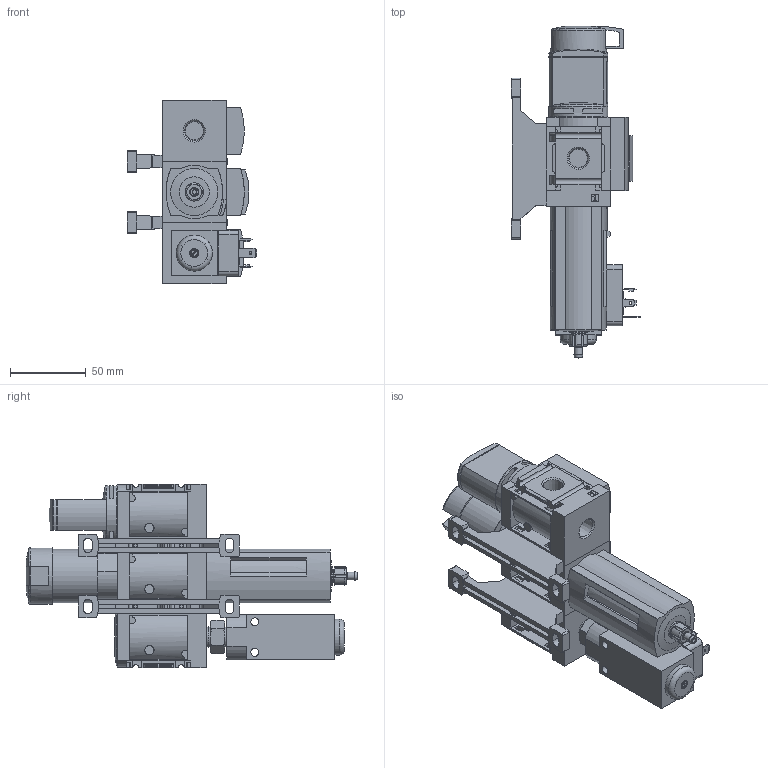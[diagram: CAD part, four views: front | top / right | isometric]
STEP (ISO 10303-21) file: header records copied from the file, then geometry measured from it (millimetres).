
FILE_DESCRIPTION(/* description */ ('STEP AP214'),/* implementation_level */ '2;1');
FILE_NAME(/* name */ '543562_MSB4N-1_4_C3J3F3-WP',/* time_stamp */ '2024-09-11T17:41:33+02:00',/* author */ ('License CC BY-ND 4.0'),/* organization */ ('CADENAS'),/* preprocessor_version */ 'ST-DEVELOPER v19.3',/* originating_system */ 'PARTsolutions',/* authorisation */ ' ');
FILE_SCHEMA (('AUTOMOTIVE_DESIGN {1 0 10303 214 3 1 1}'));
Length unit declared in the file: millimetre
Products named in the file (9): 543562 MSB4N-1/4:C3J3F3-WP; 541288 MS4N-EM1-1/4-BAR-1D; 527694 MS4N-LFR-1/4-D7-C-R-M-AS-1D; 526489 MS4-LFR-M; 8140202 MS4-WP1---(00wp); 8092760 MS4-MV-B---(42.7_high_m); 527704 MS4N-FRM-1/4-Y-1D; 685721 ESK-1/4-1/4-NPT; 175250 PEV-1/4-B-OD
Assembly tree (10 placements, depth 2):
  543562 MSB4N-1/4:C3J3F3-WP
    541288 MS4N-EM1-1/4-BAR-1D
    527694 MS4N-LFR-1/4-D7-C-R-M-AS-1D
    526489 MS4-LFR-M
    8140202 MS4-WP1---(00wp)  x2
    8092760 MS4-MV-B---(42.7_high_m)  x2
    527704 MS4N-FRM-1/4-Y-1D
    685721 ESK-1/4-1/4-NPT
    175250 PEV-1/4-B-OD
Bounding box: 85 x 218.5 x 120.6 mm (x, y, z)
Volume: 593987.7 mm3; surface area: 122132.6 mm2
Topology: 10 solids, 10 shells, 1450 faces, 3988 edges, 2620 vertices
Faces by surface type: plane 1019, cylinder 329, cone 68, torus 27, sphere 7
Full cylindrical faces by diameter (mm): 1.65 x4, 2.459 x5, 2.55 x4, 3 x5, 5 x2, 5.3 x2, 5.6 x5, 6 x4, 6.1 x7, 6.93 x1, 11.445 x1, 12 x2, 13.482 x2, 22 x1, 22.2 x1, 26 x1, 35.2 x1, 37.2 x1, 37.6 x1, 38.8 x1
Entity records: 46209 total; most frequent: CARTESIAN_POINT 7354, ORIENTED_EDGE 6778, DIRECTION 6627, EDGE_CURVE 3389, LINE 2545, VECTOR 2545, VERTEX_POINT 2286, AXIS2_PLACEMENT_3D 2041
